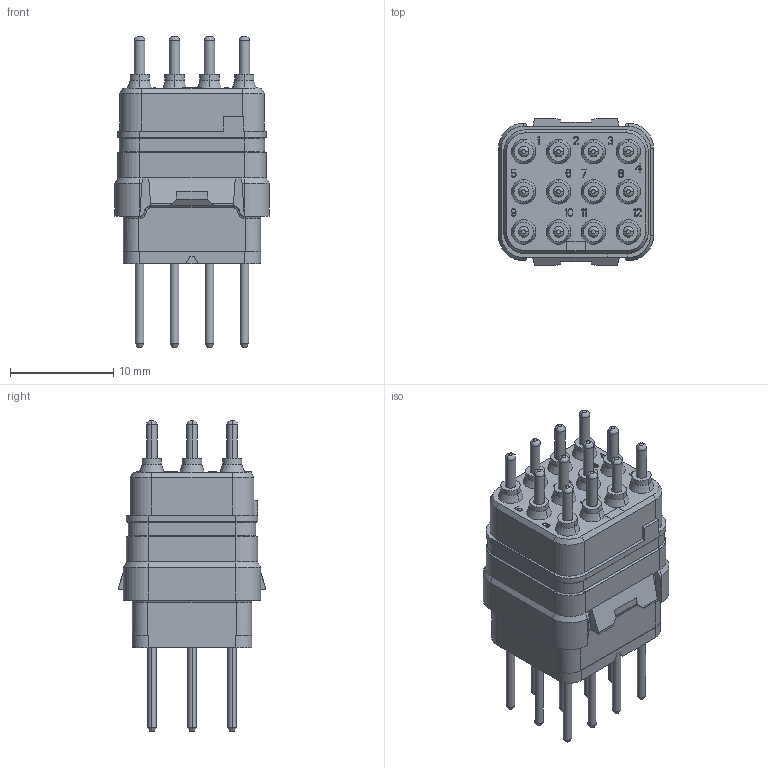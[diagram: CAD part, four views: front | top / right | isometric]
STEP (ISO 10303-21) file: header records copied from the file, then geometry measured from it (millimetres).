
FILE_DESCRIPTION((''),'2;1');
FILE_NAME('SIMM1220PNG','2019-12-16T',('presta_be4'),(''),'CREO PARAMETRIC BY PTC INC, 2018360','CREO PARAMETRIC BY PTC INC, 2018360','');
FILE_SCHEMA(('CONFIG_CONTROL_DESIGN'));
Length unit declared in the file: millimetre
Products named in the file (1): SIMM1220PNG
Bounding box: 15 x 14.25 x 30.11 mm (x, y, z)
Volume: 3010.7 mm3; surface area: 1758.4 mm2
Topology: 1 solids, 1 shells, 876 faces, 2255 edges, 1452 vertices
Faces by surface type: plane 624, cylinder 152, cone 56, bspline 24, torus 20
Entity records: 26630 total; most frequent: CARTESIAN_POINT 5015, ORIENTED_EDGE 4510, DIRECTION 4380, EDGE_CURVE 2255, VECTOR 1810, LINE 1810, VERTEX_POINT 1452, AXIS2_PLACEMENT_3D 1285
